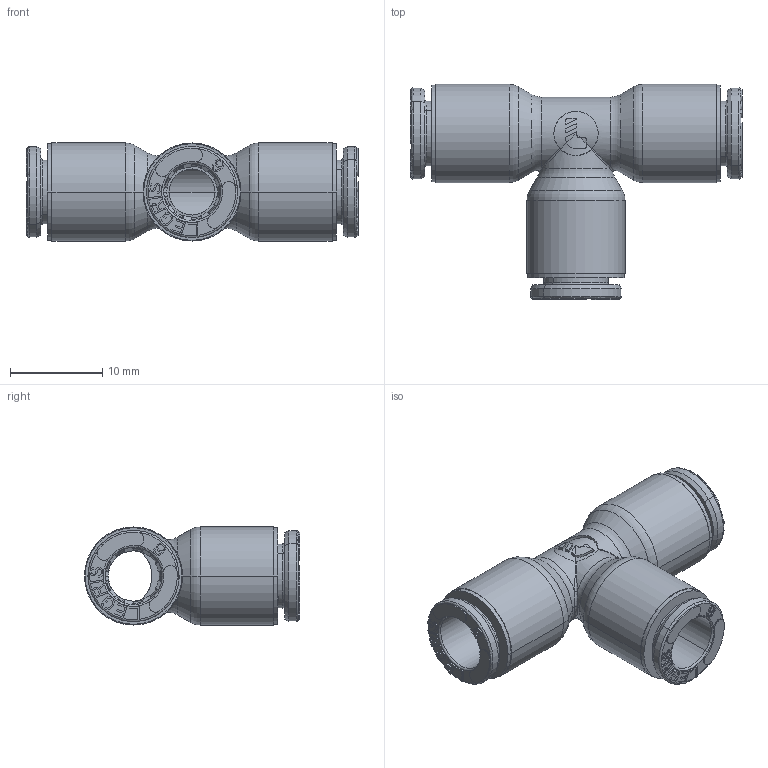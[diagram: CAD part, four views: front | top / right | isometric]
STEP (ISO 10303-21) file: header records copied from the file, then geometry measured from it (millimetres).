
FILE_DESCRIPTION(('STEP AP214'),'1');
FILE_NAME('6804_06_00.stp','2016-07-07T14:40:37',('TraceParts'),('TraceParts S.A.'),'Spatial InterOp 3D',' ',' ');
FILE_SCHEMA(('automotive_design'));
Length unit declared in the file: millimetre
Products named in the file (16): V804-06-00_ASM|Next assembly relationship#44106-64_ASM|Next assembly relationship#44106-26;44106-26; V804-06-00_ASM|Next assembly relationship#44106-64_ASM|Next assembly relationship#44106;44106; V804-06-00_ASM|Next assembly relationship#44106-64_ASM|Next assembly relationship#44106-27;44106-27; V804-06-00_ASM|Next assembly relationship#44106-64_ASM|Next assembly relationship#44126-20;44126-20; V804-06-00_ASM|Next assembly relationship#44516-04;44516-04; V804-06-00_ASM|Next assembly relationship#44106-11-10-ASM;44106-11-10-ASM
Bounding box: 36.04 x 23.34 x 10.65 mm (x, y, z)
Volume: 2097.6 mm3; surface area: 5831.3 mm2
Topology: 16 solids, 16 shells, 1771 faces, 4595 edges, 2895 vertices
Faces by surface type: plane 873, cylinder 291, cone 231, torus 198, bspline 172, sphere 6
Entity records: 61675 total; most frequent: CARTESIAN_POINT 18814, ORIENTED_EDGE 9178, DIRECTION 8506, EDGE_CURVE 4589, VERTEX_POINT 2895, AXIS2_PLACEMENT_3D 2878, LINE 2750, VECTOR 2750
